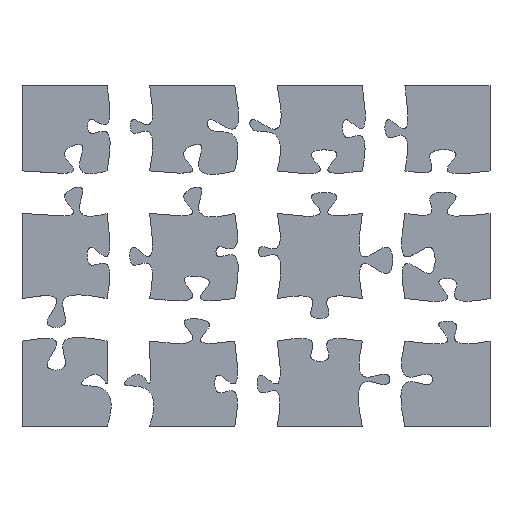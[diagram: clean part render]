
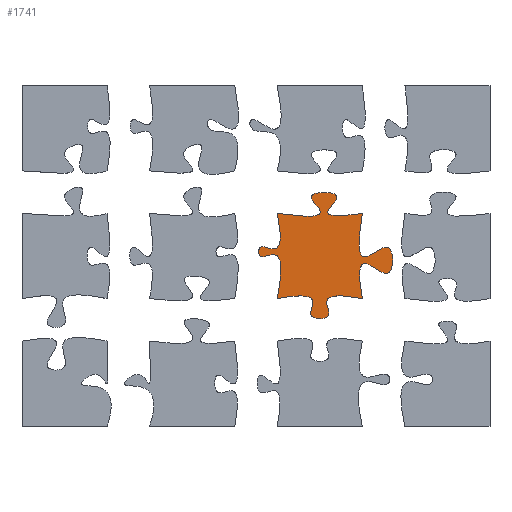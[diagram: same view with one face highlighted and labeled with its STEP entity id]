
A CAD part, top view. The second image highlights one B-rep face of the part: STEP entity #1741.
In plain terms, the highlighted planar face has unit normal (0, 0, 1).
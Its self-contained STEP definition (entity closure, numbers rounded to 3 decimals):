
#1576=CARTESIAN_POINT('',(35.,20.,1.));
#1577=VERTEX_POINT('',#1576);
#1584=CARTESIAN_POINT('',(35.,10.,1.));
#1585=VERTEX_POINT('',#1584);
#1586=CARTESIAN_POINT('',(35.,20.,1.));
#1587=CARTESIAN_POINT('',(33.497,11.291,1.));
#1588=CARTESIAN_POINT('',(38.726,19.675,1.));
#1589=CARTESIAN_POINT('',(38.76,9.487,1.));
#1590=CARTESIAN_POINT('',(33.672,17.294,1.));
#1591=CARTESIAN_POINT('',(35.,10.,1.));
#1592=B_SPLINE_CURVE_WITH_KNOTS('',3,(#1586,#1587,#1588,#1589,#1590,#1591),.UNSPECIFIED.,.F.,.F.,(4,1,1,4),(0.,0.389,0.627,1.),.UNSPECIFIED.);
#1593=EDGE_CURVE('',#1577,#1585,#1592,.T.);
#1628=CARTESIAN_POINT('',(25.,20.,1.));
#1629=VERTEX_POINT('',#1628);
#1636=CARTESIAN_POINT('',(25.,20.,1.));
#1637=CARTESIAN_POINT('',(33.595,18.803,1.));
#1638=CARTESIAN_POINT('',(25.476,22.591,1.));
#1639=CARTESIAN_POINT('',(35.359,22.619,1.));
#1640=CARTESIAN_POINT('',(27.82,18.942,1.));
#1641=CARTESIAN_POINT('',(35.,20.,1.));
#1642=B_SPLINE_CURVE_WITH_KNOTS('',3,(#1636,#1637,#1638,#1639,#1640,#1641),.UNSPECIFIED.,.F.,.F.,(4,1,1,4),(0.,0.394,0.624,1.),.UNSPECIFIED.);
#1643=EDGE_CURVE('',#1629,#1577,#1642,.T.);
#1673=CARTESIAN_POINT('',(25.,10.,1.));
#1674=VERTEX_POINT('',#1673);
#1681=CARTESIAN_POINT('',(25.,20.,1.));
#1682=CARTESIAN_POINT('',(26.212,14.065,1.));
#1683=CARTESIAN_POINT('',(22.669,17.523,1.));
#1684=CARTESIAN_POINT('',(22.689,13.395,1.));
#1685=CARTESIAN_POINT('',(26.379,17.174,1.));
#1686=CARTESIAN_POINT('',(25.,10.,1.));
#1687=B_SPLINE_CURVE_WITH_KNOTS('',3,(#1681,#1682,#1683,#1684,#1685,#1686),.UNSPECIFIED.,.F.,.F.,(4,1,1,4),(0.,0.383,0.597,1.),.UNSPECIFIED.);
#1688=EDGE_CURVE('',#1629,#1674,#1687,.T.);
#1717=CARTESIAN_POINT('',(35.,10.,1.));
#1718=CARTESIAN_POINT('',(28.758,11.147,1.));
#1719=CARTESIAN_POINT('',(33.112,7.503,1.));
#1720=CARTESIAN_POINT('',(26.888,7.503,1.));
#1721=CARTESIAN_POINT('',(31.242,11.147,1.));
#1722=CARTESIAN_POINT('',(25.,10.,1.));
#1723=B_SPLINE_CURVE_WITH_KNOTS('',3,(#1717,#1718,#1719,#1720,#1721,#1722),.UNSPECIFIED.,.F.,.F.,(4,1,1,4),(0.,0.387,0.613,1.),.UNSPECIFIED.);
#1724=EDGE_CURVE('',#1585,#1674,#1723,.T.);
#1730=CARTESIAN_POINT('',(0.,0.,1.));
#1731=DIRECTION('',(0.,0.,1.));
#1732=DIRECTION('',(1.,0.,0.));
#1733=AXIS2_PLACEMENT_3D('',#1730,#1731,#1732);
#1734=PLANE('',#1733);
#1735=ORIENTED_EDGE('',*,*,#1593,.F.);
#1736=ORIENTED_EDGE('',*,*,#1643,.F.);
#1737=ORIENTED_EDGE('',*,*,#1688,.T.);
#1738=ORIENTED_EDGE('',*,*,#1724,.F.);
#1739=EDGE_LOOP('',(#1735,#1736,#1737,#1738));
#1740=FACE_BOUND('',#1739,.T.);
#1741=ADVANCED_FACE('',(#1740),#1734,.T.);
